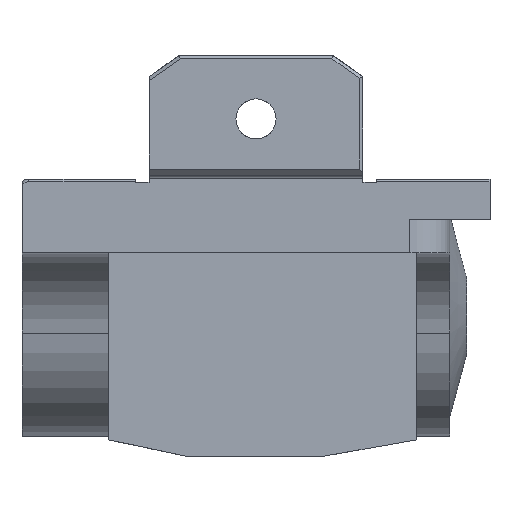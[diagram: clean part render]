
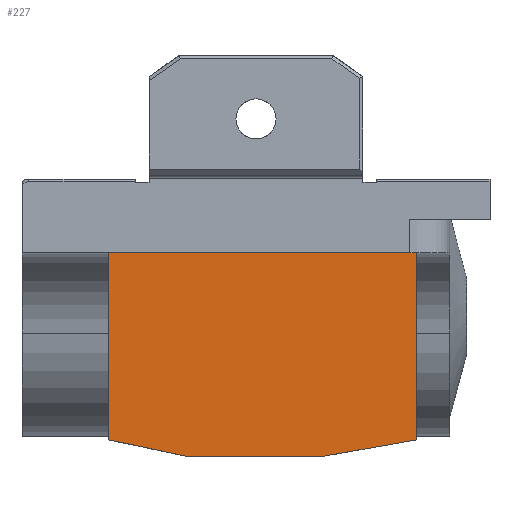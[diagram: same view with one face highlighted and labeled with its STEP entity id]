
A CAD part, left-side view. The second image highlights one B-rep face of the part: STEP entity #227.
In plain terms, the highlighted planar face has unit normal (-1, 0, 0).
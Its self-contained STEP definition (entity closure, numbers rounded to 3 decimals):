
#227=ADVANCED_FACE('',(#382),#308,.T.);
#308=PLANE('',#2232);
#382=FACE_OUTER_BOUND('',#497,.T.);
#497=EDGE_LOOP('',(#1241,#1242,#1243,#1244,#1245,#1246));
#661=LINE('',#3554,#831);
#671=LINE('',#3578,#841);
#681=LINE('',#3627,#851);
#682=LINE('',#3629,#852);
#683=LINE('',#3631,#853);
#684=LINE('',#3633,#854);
#831=VECTOR('',#2619,1.);
#841=VECTOR('',#2635,1.);
#851=VECTOR('',#2673,1.);
#852=VECTOR('',#2676,1.);
#853=VECTOR('',#2677,1.);
#854=VECTOR('',#2678,1.);
#1241=ORIENTED_EDGE('',*,*,#1938,.T.);
#1242=ORIENTED_EDGE('',*,*,#1939,.F.);
#1243=ORIENTED_EDGE('',*,*,#1940,.T.);
#1244=ORIENTED_EDGE('',*,*,#1941,.T.);
#1245=ORIENTED_EDGE('',*,*,#1917,.T.);
#1246=ORIENTED_EDGE('',*,*,#1905,.T.);
#1657=VERTEX_POINT('',#3553);
#1658=VERTEX_POINT('',#3555);
#1659=VERTEX_POINT('',#3559);
#1679=VERTEX_POINT('',#3626);
#1680=VERTEX_POINT('',#3630);
#1681=VERTEX_POINT('',#3632);
#1905=EDGE_CURVE('',#1658,#1657,#661,.T.);
#1917=EDGE_CURVE('',#1659,#1658,#671,.T.);
#1938=EDGE_CURVE('',#1657,#1679,#681,.T.);
#1939=EDGE_CURVE('',#1680,#1679,#682,.T.);
#1940=EDGE_CURVE('',#1680,#1681,#683,.T.);
#1941=EDGE_CURVE('',#1681,#1659,#684,.T.);
#2232=AXIS2_PLACEMENT_3D('',#3634,#2679,#2680);
#2619=DIRECTION('',(0.,-0.985,0.174));
#2635=DIRECTION('',(0.,-1.,0.));
#2673=DIRECTION('',(0.,0.,1.));
#2676=DIRECTION('',(0.,-1.,0.));
#2677=DIRECTION('',(0.,0.,-1.));
#2678=DIRECTION('',(0.,-0.978,-0.208));
#2679=DIRECTION('',(-1.,0.,0.));
#2680=DIRECTION('',(0.,1.,0.));
#3553=CARTESIAN_POINT('',(11.,-24.,-39.));
#3554=CARTESIAN_POINT('',(11.,-16.911,-40.25));
#3555=CARTESIAN_POINT('',(11.,-9.822,-41.5));
#3559=CARTESIAN_POINT('',(11.,10.238,-41.5));
#3578=CARTESIAN_POINT('',(11.,0.,-41.5));
#3626=CARTESIAN_POINT('',(11.,-24.,-11.));
#3627=CARTESIAN_POINT('',(11.,-24.,0.));
#3629=CARTESIAN_POINT('',(11.,35.,-11.));
#3630=CARTESIAN_POINT('',(11.,22.,-11.));
#3631=CARTESIAN_POINT('',(11.,22.,0.));
#3632=CARTESIAN_POINT('',(11.,22.,-39.));
#3633=CARTESIAN_POINT('',(11.,16.119,-40.25));
#3634=CARTESIAN_POINT('',(11.,0.,0.));
